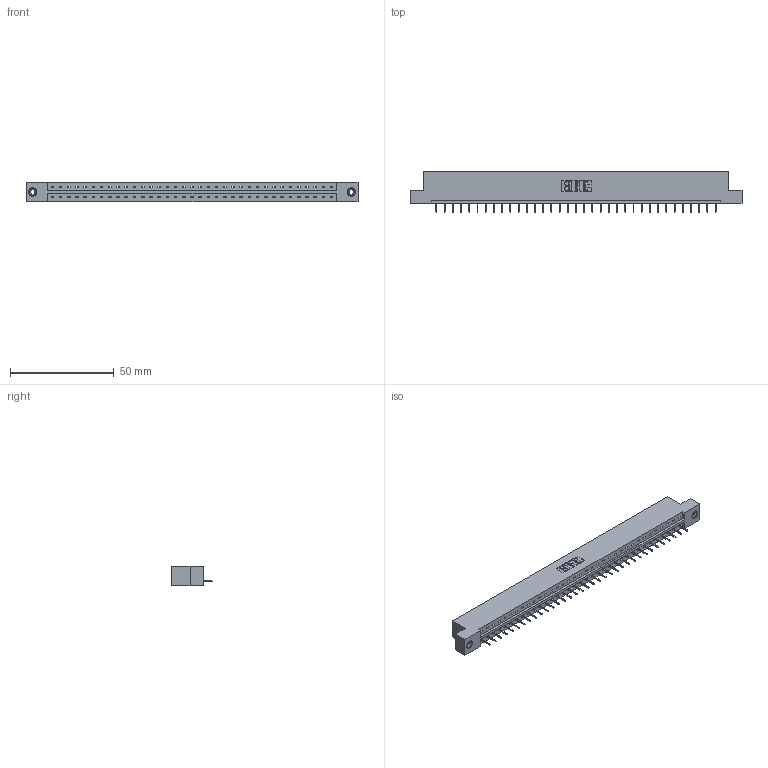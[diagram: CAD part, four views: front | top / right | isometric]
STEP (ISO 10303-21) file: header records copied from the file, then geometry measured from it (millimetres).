
FILE_DESCRIPTION (( 'STEP AP203' ), '1' );
FILE_NAME ('833-035-524-108.STEP', '2020-06-03T00:28:46', ( '' ), ( '' ), 'SwSTEP 2.0', 'SolidWorks 2020', '' );
FILE_SCHEMA (( 'CONFIG_CONTROL_DESIGN' ));
Length unit declared in the file: inch
Products named in the file (4): 345-292-001_345-293-124; 833-035-524-108; 345-250-001_345-250-003-102; 833 Part_Flush - .156 Dia - TI
Assembly tree (38 placements, depth 2):
  833-035-524-108
    833 Part_Flush - .156 Dia - TI
    345-292-001_345-293-124  x35
    345-250-001_345-250-003-102  x2
Bounding box: 160.22 x 19.69 x 9.4 mm (x, y, z)
Volume: 15918 mm3; surface area: 16727.9 mm2
Topology: 38 solids, 38 shells, 2344 faces, 6747 edges, 4350 vertices
Faces by surface type: plane 1782, cylinder 546, cone 12, torus 4
Entity records: 23562 total; most frequent: CARTESIAN_POINT 4046, ORIENTED_EDGE 4010, DIRECTION 3461, EDGE_CURVE 2005, VECTOR 1861, LINE 1861, VERTEX_POINT 1328, AXIS2_PLACEMENT_3D 800
